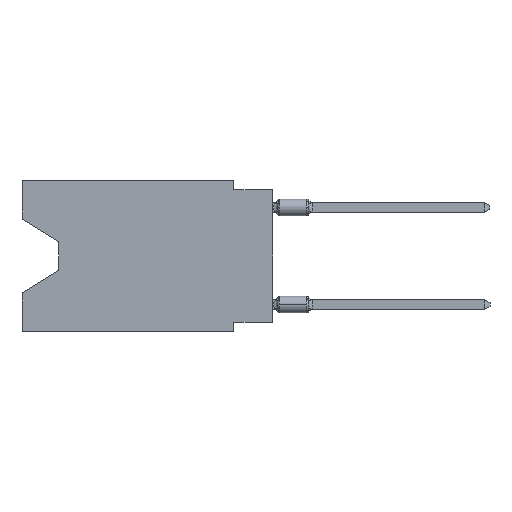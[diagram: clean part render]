
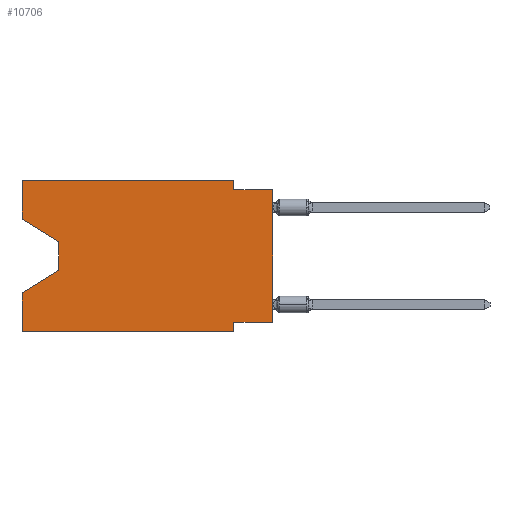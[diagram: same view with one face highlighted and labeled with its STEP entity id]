
A CAD part, left-side view. The second image highlights one B-rep face of the part: STEP entity #10706.
In plain terms, the highlighted planar face has unit normal (-1, 0, 0).
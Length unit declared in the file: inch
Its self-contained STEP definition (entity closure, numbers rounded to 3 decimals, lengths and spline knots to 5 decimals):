
#395 = LINE ( 'NONE', #2713, #8347 ) ;
#594 = VECTOR ( 'NONE', #12368, 39.37008 ) ;
#773 = EDGE_CURVE ( 'NONE', #8889, #9161, #395, .T. ) ;
#1086 = EDGE_CURVE ( 'NONE', #6792, #14096, #7802, .T. ) ;
#1472 = CARTESIAN_POINT ( 'NONE',  ( 0., 0.55, -0.158 ) ) ;
#1818 = CARTESIAN_POINT ( 'NONE',  ( 0., 0.55, -0.158 ) ) ;
#1862 = EDGE_CURVE ( 'NONE', #2247, #9410, #14320, .T. ) ;
#2041 = EDGE_CURVE ( 'NONE', #4345, #9970, #7355, .T. ) ;
#2056 = DIRECTION ( 'NONE',  ( 0., 0., 1. ) ) ;
#2139 = ORIENTED_EDGE ( 'NONE', *, *, #1862, .F. ) ;
#2172 = CARTESIAN_POINT ( 'NONE',  ( 0., 0.1, -0.365 ) ) ;
#2233 = VECTOR ( 'NONE', #15076, 39.37008 ) ;
#2247 = VERTEX_POINT ( 'NONE', #4136 ) ;
#2343 = DIRECTION ( 'NONE',  ( 0., 0., 1. ) ) ;
#2699 = CARTESIAN_POINT ( 'NONE',  ( 0., 0.645, -0.10025 ) ) ;
#2713 = CARTESIAN_POINT ( 'NONE',  ( 0., 0.55, -0.232 ) ) ;
#2805 = CARTESIAN_POINT ( 'NONE',  ( 0., 0., -0.365 ) ) ;
#2859 = EDGE_CURVE ( 'NONE', #7755, #9410, #9770, .T. ) ;
#2942 = DIRECTION ( 'NONE',  ( 0., 0., -1. ) ) ;
#3176 = VERTEX_POINT ( 'NONE', #5547 ) ;
#3204 = VECTOR ( 'NONE', #14253, 39.37008 ) ;
#3483 = VECTOR ( 'NONE', #8563, 39.37008 ) ;
#3521 = CARTESIAN_POINT ( 'NONE',  ( 0., 0.645, 0. ) ) ;
#3655 = AXIS2_PLACEMENT_3D ( 'NONE', #3521, #7210, #8407 ) ;
#3664 = ORIENTED_EDGE ( 'NONE', *, *, #11018, .F. ) ;
#3683 = CARTESIAN_POINT ( 'NONE',  ( 0., 0.55, -0.232 ) ) ;
#3805 = VERTEX_POINT ( 'NONE', #7652 ) ;
#3881 = CARTESIAN_POINT ( 'NONE',  ( 0., 0.645, -0.10025 ) ) ;
#4037 = DIRECTION ( 'NONE',  ( 0., 0., 1. ) ) ;
#4077 = LINE ( 'NONE', #1818, #7069 ) ;
#4080 = LINE ( 'NONE', #12289, #7794 ) ;
#4136 = CARTESIAN_POINT ( 'NONE',  ( 0., 0.1, -0.025 ) ) ;
#4345 = VERTEX_POINT ( 'NONE', #2172 ) ;
#4706 = ORIENTED_EDGE ( 'NONE', *, *, #2041, .F. ) ;
#4872 = LINE ( 'NONE', #4964, #11407 ) ;
#4904 = EDGE_CURVE ( 'NONE', #3176, #9970, #4872, .T. ) ;
#4964 = CARTESIAN_POINT ( 'NONE',  ( 0., 0.645, -0.39 ) ) ;
#5290 = CARTESIAN_POINT ( 'NONE',  ( 0., 0., -0.025 ) ) ;
#5427 = ORIENTED_EDGE ( 'NONE', *, *, #5715, .F. ) ;
#5518 = VECTOR ( 'NONE', #2343, 39.37008 ) ;
#5547 = CARTESIAN_POINT ( 'NONE',  ( 0., 0.645, -0.39 ) ) ;
#5587 = EDGE_CURVE ( 'NONE', #6792, #3805, #10091, .T. ) ;
#5715 = EDGE_CURVE ( 'NONE', #7755, #4345, #8248, .T. ) ;
#5977 = CARTESIAN_POINT ( 'NONE',  ( 0., 0.645, 0. ) ) ;
#6301 = LINE ( 'NONE', #5977, #11338 ) ;
#6564 = EDGE_CURVE ( 'NONE', #14096, #8889, #4077, .T. ) ;
#6792 = VERTEX_POINT ( 'NONE', #2699 ) ;
#6794 = CARTESIAN_POINT ( 'NONE',  ( 0., 0.645, 0. ) ) ;
#7052 = VECTOR ( 'NONE', #4037, 39.37008 ) ;
#7069 = VECTOR ( 'NONE', #2942, 39.37008 ) ;
#7210 = DIRECTION ( 'NONE',  ( 1., 0., 0. ) ) ;
#7319 = ORIENTED_EDGE ( 'NONE', *, *, #1086, .T. ) ;
#7355 = LINE ( 'NONE', #11014, #594 ) ;
#7361 = ORIENTED_EDGE ( 'NONE', *, *, #2859, .T. ) ;
#7507 = ORIENTED_EDGE ( 'NONE', *, *, #6564, .T. ) ;
#7652 = CARTESIAN_POINT ( 'NONE',  ( 0., 0.645, 0. ) ) ;
#7755 = VERTEX_POINT ( 'NONE', #2805 ) ;
#7794 = VECTOR ( 'NONE', #14785, 39.37008 ) ;
#7802 = LINE ( 'NONE', #3881, #2233 ) ;
#8192 = ORIENTED_EDGE ( 'NONE', *, *, #773, .T. ) ;
#8248 = LINE ( 'NONE', #9359, #3204 ) ;
#8334 = FACE_OUTER_BOUND ( 'NONE', #15791, .T. ) ;
#8347 = VECTOR ( 'NONE', #12521, 39.37008 ) ;
#8407 = DIRECTION ( 'NONE',  ( 0., 0., -1. ) ) ;
#8449 = VERTEX_POINT ( 'NONE', #10918 ) ;
#8563 = DIRECTION ( 'NONE',  ( 0., -1., 0. ) ) ;
#8889 = VERTEX_POINT ( 'NONE', #3683 ) ;
#9161 = VERTEX_POINT ( 'NONE', #15281 ) ;
#9359 = CARTESIAN_POINT ( 'NONE',  ( 0., 0., -0.365 ) ) ;
#9410 = VERTEX_POINT ( 'NONE', #5290 ) ;
#9650 = ORIENTED_EDGE ( 'NONE', *, *, #12501, .F. ) ;
#9770 = LINE ( 'NONE', #12085, #5518 ) ;
#9816 = DIRECTION ( 'NONE',  ( 0., -1., 0. ) ) ;
#9970 = VERTEX_POINT ( 'NONE', #11323 ) ;
#10091 = LINE ( 'NONE', #13767, #7052 ) ;
#10250 = ORIENTED_EDGE ( 'NONE', *, *, #4904, .T. ) ;
#10706 = ADVANCED_FACE ( 'NONE', ( #8334 ), #13199, .F. ) ;
#10798 = CARTESIAN_POINT ( 'NONE',  ( 0., 0., -0.025 ) ) ;
#10908 = EDGE_CURVE ( 'NONE', #3176, #9161, #13159, .T. ) ;
#10918 = CARTESIAN_POINT ( 'NONE',  ( 0., 0.1, 0. ) ) ;
#11014 = CARTESIAN_POINT ( 'NONE',  ( 0., 0.1, -0.39 ) ) ;
#11018 = EDGE_CURVE ( 'NONE', #3805, #8449, #6301, .T. ) ;
#11323 = CARTESIAN_POINT ( 'NONE',  ( 0., 0.1, -0.39 ) ) ;
#11338 = VECTOR ( 'NONE', #14452, 39.37008 ) ;
#11407 = VECTOR ( 'NONE', #9816, 39.37008 ) ;
#11465 = ORIENTED_EDGE ( 'NONE', *, *, #10908, .F. ) ;
#11825 = VECTOR ( 'NONE', #2056, 39.37008 ) ;
#12085 = CARTESIAN_POINT ( 'NONE',  ( 0., 0., 0. ) ) ;
#12289 = CARTESIAN_POINT ( 'NONE',  ( 0., 0.1, 0. ) ) ;
#12368 = DIRECTION ( 'NONE',  ( 0., 0., -1. ) ) ;
#12501 = EDGE_CURVE ( 'NONE', #8449, #2247, #4080, .T. ) ;
#12521 = DIRECTION ( 'NONE',  ( 0., 0.855, -0.519 ) ) ;
#13159 = LINE ( 'NONE', #6794, #11825 ) ;
#13199 = PLANE ( 'NONE',  #3655 ) ;
#13767 = CARTESIAN_POINT ( 'NONE',  ( 0., 0.645, 0. ) ) ;
#14096 = VERTEX_POINT ( 'NONE', #1472 ) ;
#14253 = DIRECTION ( 'NONE',  ( 0., 1., 0. ) ) ;
#14320 = LINE ( 'NONE', #10798, #3483 ) ;
#14452 = DIRECTION ( 'NONE',  ( 0., -1., 0. ) ) ;
#14676 = ORIENTED_EDGE ( 'NONE', *, *, #5587, .F. ) ;
#14785 = DIRECTION ( 'NONE',  ( 0., 0., -1. ) ) ;
#15076 = DIRECTION ( 'NONE',  ( 0., -0.855, -0.519 ) ) ;
#15281 = CARTESIAN_POINT ( 'NONE',  ( 0., 0.645, -0.28975 ) ) ;
#15791 = EDGE_LOOP ( 'NONE', ( #7319, #7507, #8192, #11465, #10250, #4706, #5427, #7361, #2139, #9650, #3664, #14676 ) ) ;
